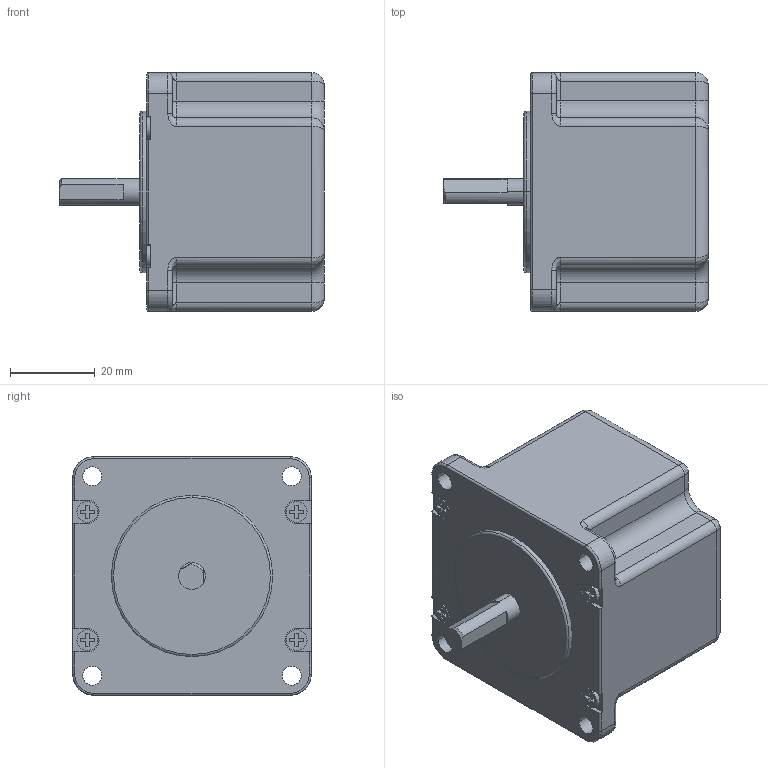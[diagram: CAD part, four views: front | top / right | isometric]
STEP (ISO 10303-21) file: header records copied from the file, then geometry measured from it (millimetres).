
FILE_DESCRIPTION((''),'2;1');
FILE_NAME('PRT0001','2017-04-07T',('Administrator'),(''),'PRO/ENGINEER BY PARAMETRIC TECHNOLOGY CORPORATION, 2010100','PRO/ENGINEER BY PARAMETRIC TECHNOLOGY CORPORATION, 2010100','');
FILE_SCHEMA(('CONFIG_CONTROL_DESIGN'));
Length unit declared in the file: millimetre
Products named in the file (1): PRT0001
Bounding box: 62.6 x 56.4 x 56.4 mm (x, y, z)
Volume: 118753 mm3; surface area: 15762.3 mm2
Topology: 1 solids, 1 shells, 203 faces, 499 edges, 308 vertices
Faces by surface type: plane 92, cylinder 76, torus 18, bspline 16, cone 1
Entity records: 7666 total; most frequent: CARTESIAN_POINT 2867, ORIENTED_EDGE 998, DIRECTION 974, EDGE_CURVE 499, AXIS2_PLACEMENT_3D 331, VECTOR 312, LINE 312, VERTEX_POINT 308
